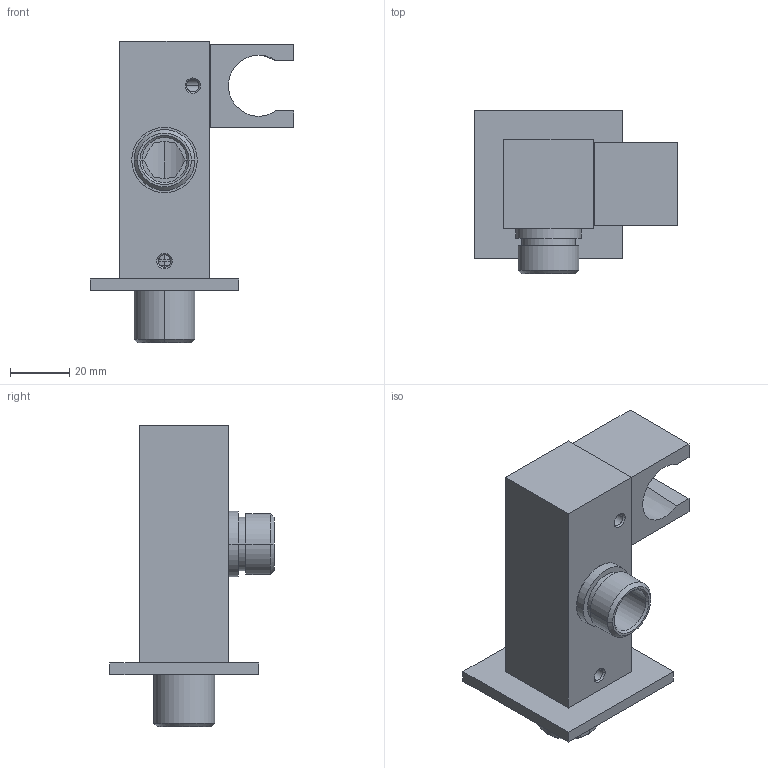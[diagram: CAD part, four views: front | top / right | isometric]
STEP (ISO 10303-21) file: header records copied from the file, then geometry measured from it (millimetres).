
FILE_DESCRIPTION((''),'2;1');
FILE_NAME('DP3071-ES1115C-SPH_ASM','2020-02-18T',('Administrator'),(''),'PRO/ENGINEER BY PARAMETRIC TECHNOLOGY CORPORATION, 2009360','PRO/ENGINEER BY PARAMETRIC TECHNOLOGY CORPORATION, 2009360','');
FILE_SCHEMA(('AUTOMOTIVE_DESIGN_CC2 { 1 2 10303 214 -1 1 5 2 }'));
Length unit declared in the file: millimetre
Products named in the file (7): P0843; N0007; S0162; P0659; F0042; N0503; DP3071-ES1115C-SPH_ASM
Assembly tree (6 placements, depth 2):
  DP3071-ES1115C-SPH_ASM
    P0843
    N0007
    S0162
    P0659
    F0042
    N0503
Bounding box: 68.5 x 55.2 x 101.5 mm (x, y, z)
Volume: 74317.7 mm3; surface area: 35600.9 mm2
Topology: 6 solids, 6 shells, 179 faces, 397 edges, 249 vertices
Faces by surface type: cylinder 82, plane 62, cone 33, torus 2
Entity records: 5387 total; most frequent: CARTESIAN_POINT 1040, DIRECTION 937, ORIENTED_EDGE 790, EDGE_CURVE 395, AXIS2_PLACEMENT_3D 376, VERTEX_POINT 249, EDGE_LOOP 216, VECTOR 185
